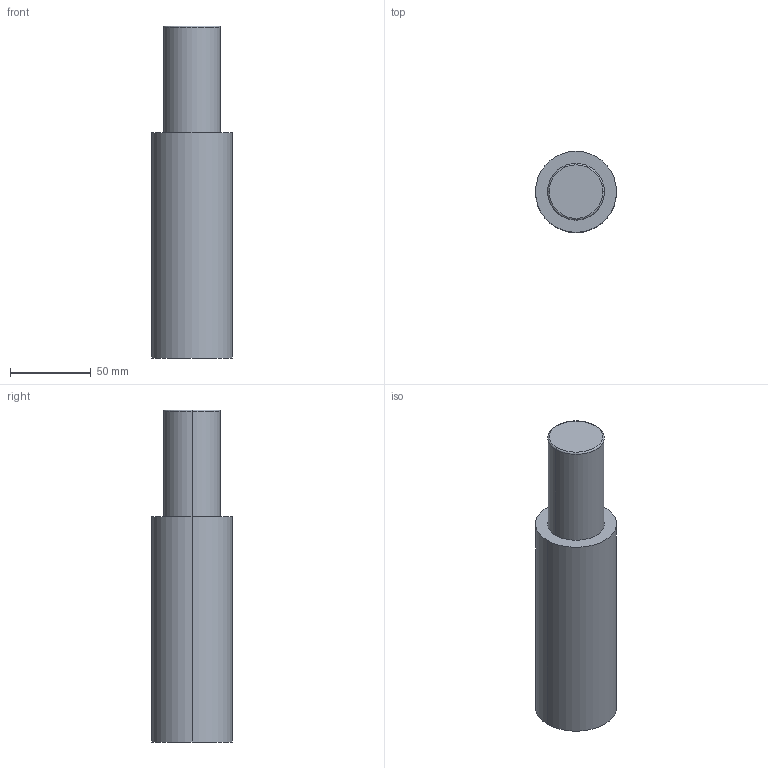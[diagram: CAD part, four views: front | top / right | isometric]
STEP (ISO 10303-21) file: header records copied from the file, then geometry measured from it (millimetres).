
FILE_DESCRIPTION (( 'STEP AP203' ), '1' );
FILE_NAME ('OL 01800_063.step', '2018-11-27T20:10:31', ( '' ), ( '' ), 'SwSTEP 2.0', 'SolidWorks 2016', '' );
FILE_SCHEMA (( 'CONFIG_CONTROL_DESIGN' ));
Length unit declared in the file: millimetre
Products named in the file (1): OL 01800_063
Bounding box: 50 x 50 x 205 mm (x, y, z)
Volume: 335487.7 mm3; surface area: 33650.4 mm2
Topology: 1 solids, 1 shells, 43 faces, 96 edges, 54 vertices
Faces by surface type: cone 16, cylinder 14, plane 11, torus 2
Entity records: 1207 total; most frequent: DIRECTION 216, CARTESIAN_POINT 186, ORIENTED_EDGE 176, EDGE_CURVE 88, AXIS2_PLACEMENT_3D 84, VERTEX_POINT 54, EDGE_LOOP 50, VECTOR 48
